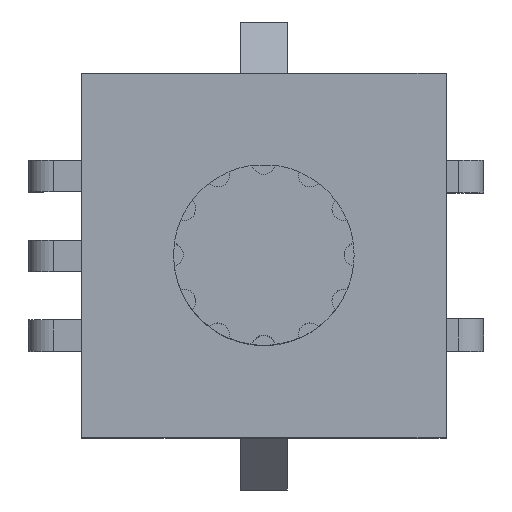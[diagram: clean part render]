
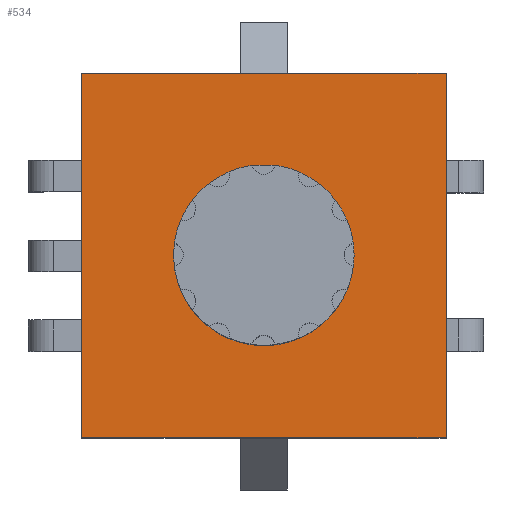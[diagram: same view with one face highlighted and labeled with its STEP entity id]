
A CAD part, top view. The second image highlights one B-rep face of the part: STEP entity #534.
In plain terms, the highlighted planar face has unit normal (0, 0, 1).
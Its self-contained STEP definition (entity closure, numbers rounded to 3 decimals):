
#265 = VERTEX_POINT('',#266);
#266 = CARTESIAN_POINT('',(-5.8,-5.8,5.));
#272 = EDGE_CURVE('',#265,#273,#275,.T.);
#273 = VERTEX_POINT('',#274);
#274 = CARTESIAN_POINT('',(-5.8,5.8,5.));
#275 = LINE('',#276,#277);
#276 = CARTESIAN_POINT('',(-5.8,-5.8,5.));
#277 = VECTOR('',#278,1.);
#278 = DIRECTION('',(0.,1.,0.));
#494 = VERTEX_POINT('',#495);
#495 = CARTESIAN_POINT('',(5.8,-5.8,5.));
#501 = EDGE_CURVE('',#494,#265,#502,.T.);
#502 = LINE('',#503,#504);
#503 = CARTESIAN_POINT('',(5.8,-5.8,5.));
#504 = VECTOR('',#505,1.);
#505 = DIRECTION('',(-1.,0.,0.));
#534 = ADVANCED_FACE('',(#535,#569),#580,.F.);
#535 = FACE_BOUND('',#536,.F.);
#536 = EDGE_LOOP('',(#537,#545,#553,#561,#567,#568));
#537 = ORIENTED_EDGE('',*,*,#538,.T.);
#538 = EDGE_CURVE('',#273,#539,#541,.T.);
#539 = VERTEX_POINT('',#540);
#540 = CARTESIAN_POINT('',(5.8,5.8,5.));
#541 = LINE('',#542,#543);
#542 = CARTESIAN_POINT('',(-5.8,5.8,5.));
#543 = VECTOR('',#544,1.);
#544 = DIRECTION('',(1.,0.,0.));
#545 = ORIENTED_EDGE('',*,*,#546,.T.);
#546 = EDGE_CURVE('',#539,#547,#549,.T.);
#547 = VERTEX_POINT('',#548);
#548 = CARTESIAN_POINT('',(5.8,2.,5.));
#549 = LINE('',#550,#551);
#550 = CARTESIAN_POINT('',(5.8,5.8,5.));
#551 = VECTOR('',#552,1.);
#552 = DIRECTION('',(0.,-1.,0.));
#553 = ORIENTED_EDGE('',*,*,#554,.T.);
#554 = EDGE_CURVE('',#547,#555,#557,.T.);
#555 = VERTEX_POINT('',#556);
#556 = CARTESIAN_POINT('',(5.8,-2.,5.));
#557 = LINE('',#558,#559);
#558 = CARTESIAN_POINT('',(5.8,5.8,5.));
#559 = VECTOR('',#560,1.);
#560 = DIRECTION('',(0.,-1.,0.));
#561 = ORIENTED_EDGE('',*,*,#562,.T.);
#562 = EDGE_CURVE('',#555,#494,#563,.T.);
#563 = LINE('',#564,#565);
#564 = CARTESIAN_POINT('',(5.8,5.8,5.));
#565 = VECTOR('',#566,1.);
#566 = DIRECTION('',(0.,-1.,0.));
#567 = ORIENTED_EDGE('',*,*,#501,.T.);
#568 = ORIENTED_EDGE('',*,*,#272,.T.);
#569 = FACE_BOUND('',#570,.F.);
#570 = EDGE_LOOP('',(#571));
#571 = ORIENTED_EDGE('',*,*,#572,.T.);
#572 = EDGE_CURVE('',#573,#573,#575,.T.);
#573 = VERTEX_POINT('',#574);
#574 = CARTESIAN_POINT('',(2.872,0.,5.));
#575 = CIRCLE('',#576,2.872);
#576 = AXIS2_PLACEMENT_3D('',#577,#578,#579);
#577 = CARTESIAN_POINT('',(0.,0.,5.));
#578 = DIRECTION('',(0.,0.,1.));
#579 = DIRECTION('',(1.,0.,0.));
#580 = PLANE('',#581);
#581 = AXIS2_PLACEMENT_3D('',#582,#583,#584);
#582 = CARTESIAN_POINT('',(0.,0.,5.));
#583 = DIRECTION('',(-0.,-0.,-1.));
#584 = DIRECTION('',(-1.,0.,0.));
